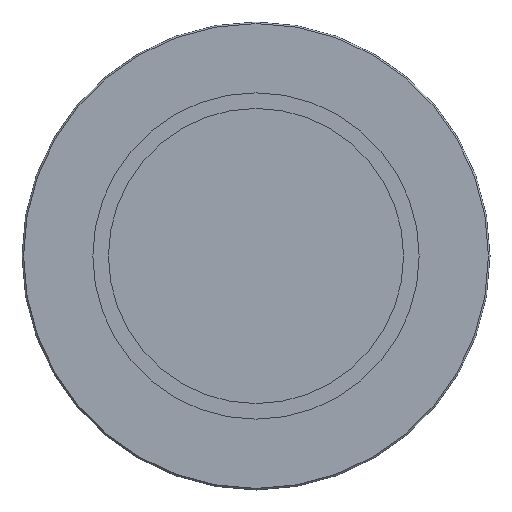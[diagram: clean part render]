
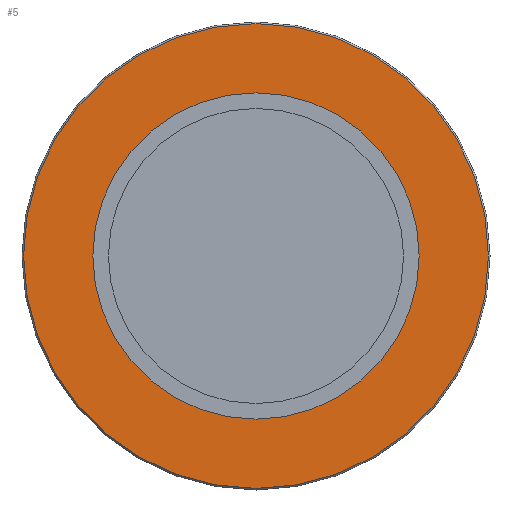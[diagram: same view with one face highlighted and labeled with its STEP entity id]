
A CAD part, front view. The second image highlights one B-rep face of the part: STEP entity #5.
In plain terms, the highlighted planar face has unit normal (0, -1, 0).
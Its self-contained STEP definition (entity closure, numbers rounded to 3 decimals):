
#3 = EDGE_LOOP ( 'NONE', ( #11, #372 ) ) ;
#5 = ADVANCED_FACE ( 'NONE', ( #360, #359 ), #358, .T. ) ;
#8 = EDGE_LOOP ( 'NONE', ( #10, #12 ) ) ;
#9 = EDGE_CURVE ( 'NONE', #367, #366, #341, .T. ) ;
#10 = ORIENTED_EDGE ( 'NONE', *, *, #9, .T. ) ;
#11 = ORIENTED_EDGE ( 'NONE', *, *, #22, .T. ) ;
#12 = ORIENTED_EDGE ( 'NONE', *, *, #365, .T. ) ;
#22 = EDGE_CURVE ( 'NONE', #85, #81, #333, .T. ) ;
#81 = VERTEX_POINT ( 'NONE', #214 ) ;
#84 = EDGE_CURVE ( 'NONE', #81, #85, #207, .T. ) ;
#85 = VERTEX_POINT ( 'NONE', #202 ) ;
#202 = CARTESIAN_POINT ( 'NONE',  ( 0., 0., 26.15 ) ) ;
#203 = DIRECTION ( 'NONE',  ( 0., 0., 1. ) ) ;
#204 = DIRECTION ( 'NONE',  ( 0., 1., 0. ) ) ;
#205 = CARTESIAN_POINT ( 'NONE',  ( 0., 0., 0. ) ) ;
#206 = AXIS2_PLACEMENT_3D ( 'NONE', #205, #204, #203 ) ;
#207 = CIRCLE ( 'NONE', #206, 26.15 ) ;
#214 = CARTESIAN_POINT ( 'NONE',  ( 0., 0., -26.15 ) ) ;
#329 = DIRECTION ( 'NONE',  ( 0., 0., 1. ) ) ;
#330 = DIRECTION ( 'NONE',  ( 0., 1., 0. ) ) ;
#331 = CARTESIAN_POINT ( 'NONE',  ( 0., 0., 0. ) ) ;
#332 = AXIS2_PLACEMENT_3D ( 'NONE', #331, #330, #329 ) ;
#333 = CIRCLE ( 'NONE', #332, 26.15 ) ;
#334 = DIRECTION ( 'NONE',  ( 0., 0., -1. ) ) ;
#335 = DIRECTION ( 'NONE',  ( 0., -1., 0. ) ) ;
#336 = CARTESIAN_POINT ( 'NONE',  ( 0., 0., 0. ) ) ;
#337 = AXIS2_PLACEMENT_3D ( 'NONE', #336, #335, #334 ) ;
#341 = CIRCLE ( 'NONE', #337, 37.25 ) ;
#353 = DIRECTION ( 'NONE',  ( 0., 0., -1. ) ) ;
#354 = DIRECTION ( 'NONE',  ( 0., -1., 0. ) ) ;
#355 = CARTESIAN_POINT ( 'NONE',  ( -26.15, 0., 0. ) ) ;
#356 = AXIS2_PLACEMENT_3D ( 'NONE', #355, #354, #353 ) ;
#358 = PLANE ( 'NONE',  #356 ) ;
#359 = FACE_BOUND ( 'NONE', #3, .T. ) ;
#360 = FACE_OUTER_BOUND ( 'NONE', #8, .T. ) ;
#365 = EDGE_CURVE ( 'NONE', #366, #367, #398, .T. ) ;
#366 = VERTEX_POINT ( 'NONE', #384 ) ;
#367 = VERTEX_POINT ( 'NONE', #383 ) ;
#372 = ORIENTED_EDGE ( 'NONE', *, *, #84, .T. ) ;
#383 = CARTESIAN_POINT ( 'NONE',  ( 0., 0., 37.25 ) ) ;
#384 = CARTESIAN_POINT ( 'NONE',  ( 0., 0., -37.25 ) ) ;
#385 = DIRECTION ( 'NONE',  ( 0., 0., -1. ) ) ;
#386 = DIRECTION ( 'NONE',  ( 0., -1., 0. ) ) ;
#387 = CARTESIAN_POINT ( 'NONE',  ( 0., 0., 0. ) ) ;
#388 = AXIS2_PLACEMENT_3D ( 'NONE', #387, #386, #385 ) ;
#398 = CIRCLE ( 'NONE', #388, 37.25 ) ;
